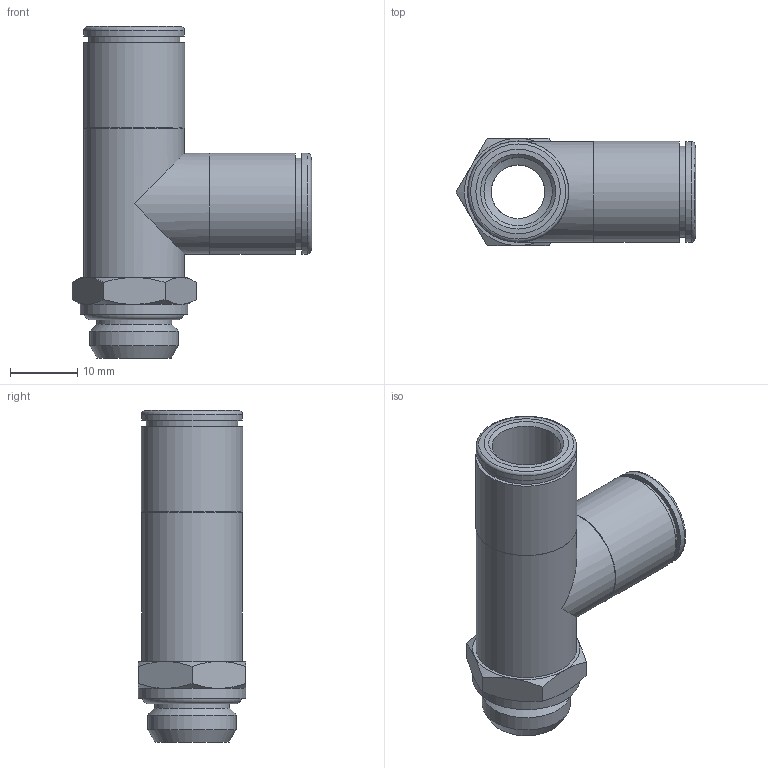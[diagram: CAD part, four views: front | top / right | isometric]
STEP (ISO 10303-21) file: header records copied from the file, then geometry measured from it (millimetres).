
FILE_DESCRIPTION(( 'RV.21.10.14.STP' ), '1');
FILE_NAME( 'RV.21.10.14.STP', '2018-10-09T16:50:55',( 'Sopra'),('sopra-pneumatic.com'), 'SwSTEP 2.0','SolidWorks 2009','' );
FILE_SCHEMA (('AUTOMOTIVE_DESIGN { 1 0 10303 214 1 1 1 1 }'));
Length unit declared in the file: millimetre
Products named in the file (6): Root; OR 11.11X1.78; DR10-N; R202108-N; 214627_Gew_1-4_1-4
Assembly tree (5 placements, depth 2):
  Root
    OR 11.11X1.78
    DR10-N
    DR10-N
    R202108-N
    214627_Gew_1-4_1-4
Bounding box: 35.74 x 16 x 49.5 mm (x, y, z)
Volume: 6465.8 mm3; surface area: 8130.9 mm2
Topology: 5 solids, 5 shells, 96 faces, 204 edges, 123 vertices
Faces by surface type: cone 38, cylinder 29, plane 24, torus 5
Full cylindrical faces by diameter (mm): 8 x3, 10.2 x4, 11.2 x1, 12.2 x2, 12.3 x2, 13 x2, 13.157 x1, 13.5 x2, 13.6 x2, 13.7 x2, 15 x4, 15.1 x2, 16 x1
Entity records: 4143 total; most frequent: CARTESIAN_POINT 930, DIRECTION 448, PRESENTATION_STYLE_ASSIGNMENT 261, COLOUR_RGB 258, DRAUGHTING_PRE_DEFINED_CURVE_FONT 256, CURVE_STYLE 256, OVER_RIDING_STYLED_ITEM 256, ORIENTED_EDGE 256
